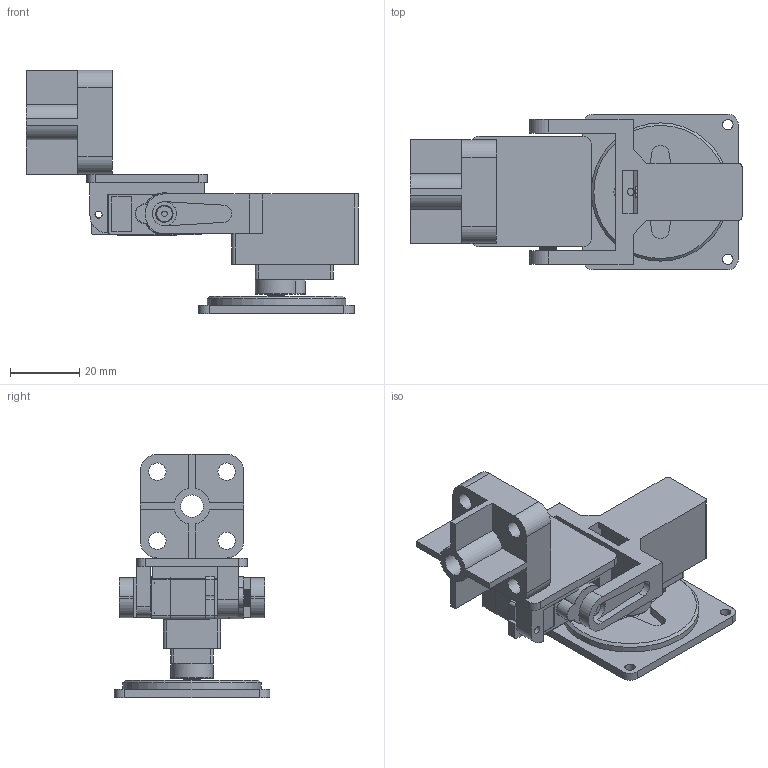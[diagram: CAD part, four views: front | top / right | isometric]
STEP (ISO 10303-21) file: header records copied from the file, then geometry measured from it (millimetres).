
FILE_DESCRIPTION(/* description */ (''),/* implementation_level */ '2;1');
FILE_NAME(/* name */ 'Payload Assembly v3.step',/* time_stamp */ '2025-04-08T18:13:59+10:00',/* author */ (''),/* organization */ (''),/* preprocessor_version */ 'ST-DEVELOPER v20.1',/* originating_system */ 'Autodesk Translation Framework v14.4.0.0',/* authorisation */ '');
FILE_SCHEMA (('AUTOMOTIVE_DESIGN { 1 0 10303 214 3 1 1 }'));
Length unit declared in the file: millimetre
Products named in the file (8): Payload Assembly; SG90 - Micro Servo 9g - Tower Pro; SG90 - Micro Servo 9g - Tower Pro_1; SG90 - Micro Servo 9g - Tower Pro.1_Pea; Servo Base; Laser Mount; Sensor Mount; Servo Case
Assembly tree (8 placements, depth 3):
  Payload Assembly
    SG90 - Micro Servo 9g - Tower Pro
      SG90 - Micro Servo 9g - Tower Pro.1_Pea
    SG90 - Micro Servo 9g - Tower Pro_1
      SG90 - Micro Servo 9g - Tower Pro.1_Pea
    Servo Base
    Laser Mount
    Sensor Mount
    Servo Case
Bounding box: 96.05 x 45 x 70.4 mm (x, y, z)
Volume: 45781.8 mm3; surface area: 31764.7 mm2
Topology: 30 solids, 30 shells, 1393 faces, 4778 edges, 3671 vertices
Faces by surface type: plane 977, cylinder 313, torus 50, bspline 46, sphere 4, cone 3
Full cylindrical faces by diameter (mm): 0.2 x2, 0.5 x2, 1 x6, 1.6 x4, 1.8 x8, 2 x8, 2.1 x4, 2.5 x1, 3 x4, 3.3 x2, 5 x6, 6 x1, 6.5 x1, 7 x1, 40 x1
Entity records: 36388 total; most frequent: CARTESIAN_POINT 13267, ORIENTED_EDGE 5236, DIRECTION 4016, EDGE_CURVE 2618, VERTEX_POINT 1989, LINE 1588, VECTOR 1588, AXIS2_PLACEMENT_3D 1214
